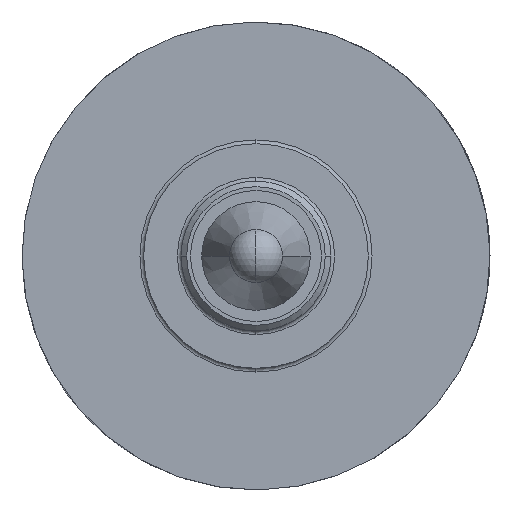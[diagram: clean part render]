
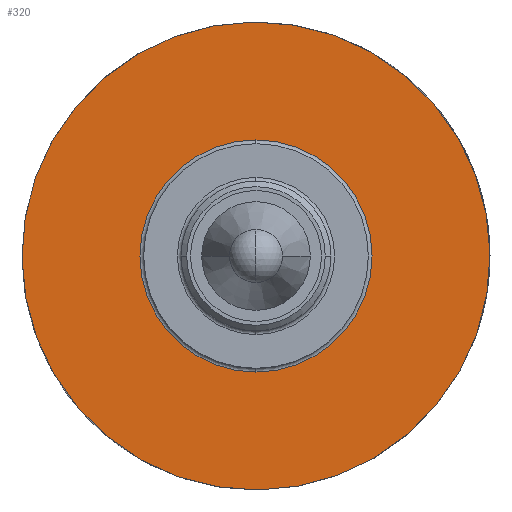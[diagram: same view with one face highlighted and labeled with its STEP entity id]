
A CAD part, left-side view. The second image highlights one B-rep face of the part: STEP entity #320.
In plain terms, the highlighted planar face has unit normal (-1, 0, 0).
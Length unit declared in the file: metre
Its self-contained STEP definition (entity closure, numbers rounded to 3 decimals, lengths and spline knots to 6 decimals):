
#320=ADVANCED_FACE('0:252',(#681,#682),#683,.T.);
#681=FACE_OUTER_BOUND('',#1116,.T.);
#682=FACE_BOUND('',#1117,.T.);
#683=PLANE('',#1118);
#1116=EDGE_LOOP('',(#2094,#2095));
#1117=EDGE_LOOP('',(#2096,#2097));
#1118=AXIS2_PLACEMENT_3D('',#2098,#2099,#2100);
#2094=ORIENTED_EDGE('',*,*,#2526,.F.);
#2095=ORIENTED_EDGE('',*,*,#2674,.F.);
#2096=ORIENTED_EDGE('',*,*,#2699,.T.);
#2097=ORIENTED_EDGE('',*,*,#2711,.T.);
#2098=CARTESIAN_POINT('',(0.212017,0.156854,0.));
#2099=DIRECTION('',(-1.0,0.,0.));
#2100=DIRECTION('',(0.,0.0,1.0));
#2526=EDGE_CURVE('0:390',#3037,#3030,#3039,.T.);
#2674=EDGE_CURVE('',#3030,#3037,#3256,.T.);
#2699=EDGE_CURVE('0:474',#3287,#3285,#3288,.T.);
#2711=EDGE_CURVE('',#3285,#3287,#3300,.T.);
#3030=VERTEX_POINT('',#3736);
#3037=VERTEX_POINT('',#3744);
#3039=CIRCLE('',#3747,0.0125);
#3256=CIRCLE('',#4037,0.0125);
#3285=VERTEX_POINT('',#4074);
#3287=VERTEX_POINT('',#4076);
#3288=CIRCLE('',#4077,0.0062);
#3300=CIRCLE('',#4091,0.0062);
#3736=CARTESIAN_POINT('',(0.212017,0.147402,-0.0125));
#3744=CARTESIAN_POINT('',(0.212017,0.147606,0.0125));
#3747=AXIS2_PLACEMENT_3D('',#4467,#4468,#4469);
#4037=AXIS2_PLACEMENT_3D('',#4701,#4702,#4703);
#4074=CARTESIAN_POINT('',(0.212017,0.147504,-0.0062));
#4076=CARTESIAN_POINT('',(0.212017,0.147504,0.0062));
#4077=AXIS2_PLACEMENT_3D('',#4736,#4737,#4738);
#4091=AXIS2_PLACEMENT_3D('',#4753,#4754,#4755);
#4467=CARTESIAN_POINT('',(0.212017,0.147504,0.));
#4468=DIRECTION('',(1.0,0.,0.));
#4469=DIRECTION('',(0.,1.0,0.));
#4701=CARTESIAN_POINT('',(0.212017,0.147504,0.));
#4702=DIRECTION('',(1.0,0.,0.));
#4703=DIRECTION('',(0.,1.0,0.));
#4736=CARTESIAN_POINT('',(0.212017,0.147504,0.));
#4737=DIRECTION('',(1.0,0.,0.));
#4738=DIRECTION('',(0.,1.0,0.));
#4753=CARTESIAN_POINT('',(0.212017,0.147504,0.));
#4754=DIRECTION('',(1.0,0.,0.));
#4755=DIRECTION('',(0.,1.0,0.));
